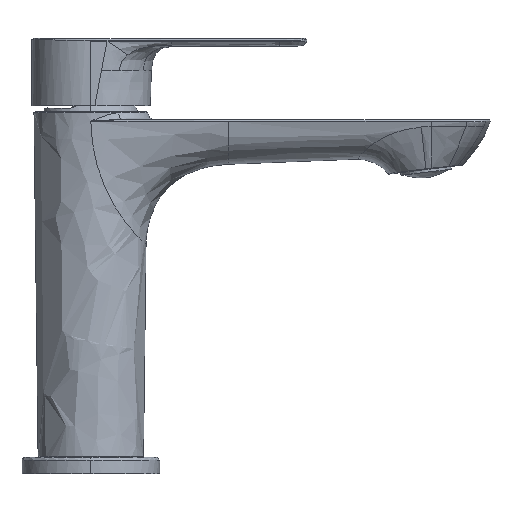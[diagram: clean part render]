
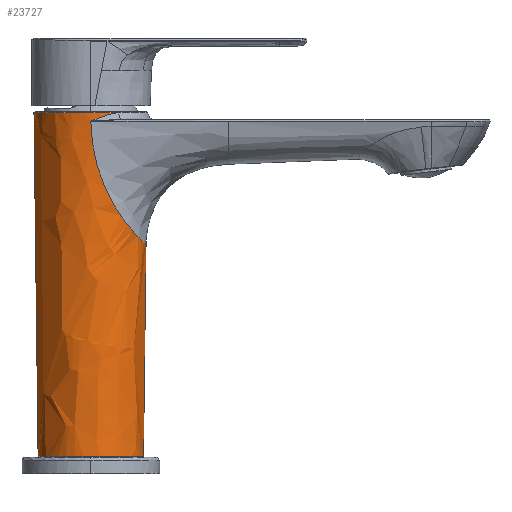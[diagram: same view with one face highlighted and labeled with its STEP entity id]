
A CAD part, left-side view. The second image highlights one B-rep face of the part: STEP entity #23727.
In plain terms, the highlighted free-form (B-spline) face has degree [2, 1] with [9, 2] control points.
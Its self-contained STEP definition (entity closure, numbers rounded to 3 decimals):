
#13310=B_SPLINE_CURVE_WITH_KNOTS('',1,(#236045,#236046),.UNSPECIFIED.,.F.,
 .F.,(2,2),(-78.359,0.),.UNSPECIFIED.);
#13311=B_SPLINE_CURVE_WITH_KNOTS('',1,(#236059,#236060),.UNSPECIFIED.,.F.,
 .F.,(2,2),(0.,127.009),.UNSPECIFIED.);
#13315=B_SPLINE_CURVE_WITH_KNOTS('',3,(#236081,#236082,#236083,#236084,
#236085,#236086,#236087,#236088,#236089,#236090,#236091,#236092),
 .UNSPECIFIED.,.F.,.F.,(4,1,1,1,1,1,1,1,1,4),(0.,1.499,2.861,
4.096,5.238,6.34,7.445,8.603,
9.866,10.417),.UNSPECIFIED.);
#13328=B_SPLINE_CURVE_WITH_KNOTS('',3,(#236236,#236237,#236238,#236239,
#236240,#236241,#236242,#236243,#236244,#236245,#236246,#236247,#236248,
#236249,#236250,#236251,#236252,#236253,#236254,#236255,#236256,#236257,
#236258,#236259,#236260,#236261),.UNSPECIFIED.,.F.,.F.,(4,1,1,1,1,1,1,1,
1,1,1,1,1,1,1,1,1,1,1,1,1,1,1,4),(0.,2.677,5.353,
8.03,10.707,13.384,16.06,18.737,
21.414,24.091,26.767,29.444,32.121,
34.798,37.474,40.151,42.828,45.505,
48.181,50.858,53.535,56.212,58.888,
61.565),.UNSPECIFIED.);
#23727=ADVANCED_FACE('',(#29294),#95811,.T.);
#29294=FACE_OUTER_BOUND('',#35560,.T.);
#35560=EDGE_LOOP('',(#64241,#64242,#64243,#64244,#64245,#64246,#64247,#64248));
#64241=ORIENTED_EDGE('',*,*,#81231,.T.);
#64242=ORIENTED_EDGE('',*,*,#81235,.F.);
#64243=ORIENTED_EDGE('',*,*,#81234,.T.);
#64244=ORIENTED_EDGE('',*,*,#81233,.T.);
#64245=ORIENTED_EDGE('',*,*,#81230,.F.);
#64246=ORIENTED_EDGE('',*,*,#81257,.T.);
#64247=ORIENTED_EDGE('',*,*,#81239,.T.);
#64248=ORIENTED_EDGE('',*,*,#81232,.T.);
#81230=EDGE_CURVE('',#94175,#94174,#13310,.T.);
#81231=EDGE_CURVE('',#94167,#94166,#84578,.T.);
#81232=EDGE_CURVE('',#94163,#94167,#84579,.T.);
#81233=EDGE_CURVE('',#94177,#94174,#84580,.T.);
#81234=EDGE_CURVE('',#94172,#94177,#84581,.T.);
#81235=EDGE_CURVE('',#94172,#94166,#13311,.T.);
#81239=EDGE_CURVE('',#94176,#94163,#13315,.T.);
#81257=EDGE_CURVE('',#94175,#94176,#13328,.T.);
#84578=(
BOUNDED_CURVE()
B_SPLINE_CURVE(2,(#236047,#236048,#236049),.UNSPECIFIED.,.F.,.F.)
B_SPLINE_CURVE_WITH_KNOTS((3,3),(-33.034,0.),.UNSPECIFIED.)
CURVE()
GEOMETRIC_REPRESENTATION_ITEM()
RATIONAL_B_SPLINE_CURVE((1.,0.707,1.))
REPRESENTATION_ITEM('')
);
#84579=(
BOUNDED_CURVE()
B_SPLINE_CURVE(2,(#236050,#236051,#236052),.UNSPECIFIED.,.F.,.F.)
B_SPLINE_CURVE_WITH_KNOTS((3,3),(-9.94,0.),.UNSPECIFIED.)
CURVE()
GEOMETRIC_REPRESENTATION_ITEM()
RATIONAL_B_SPLINE_CURVE((1.,0.972,1.))
REPRESENTATION_ITEM('')
);
#84580=(
BOUNDED_CURVE()
B_SPLINE_CURVE(2,(#236053,#236054,#236055),.UNSPECIFIED.,.F.,.F.)
B_SPLINE_CURVE_WITH_KNOTS((3,3),(-30.64,0.),.UNSPECIFIED.)
CURVE()
GEOMETRIC_REPRESENTATION_ITEM()
RATIONAL_B_SPLINE_CURVE((1.,0.707,1.))
REPRESENTATION_ITEM('')
);
#84581=(
BOUNDED_CURVE()
B_SPLINE_CURVE(2,(#236056,#236057,#236058),.UNSPECIFIED.,.F.,.F.)
B_SPLINE_CURVE_WITH_KNOTS((3,3),(-30.64,0.),.UNSPECIFIED.)
CURVE()
GEOMETRIC_REPRESENTATION_ITEM()
RATIONAL_B_SPLINE_CURVE((1.,0.707,1.))
REPRESENTATION_ITEM('')
);
#94163=VERTEX_POINT('',#234765);
#94166=VERTEX_POINT('',#234768);
#94167=VERTEX_POINT('',#234769);
#94172=VERTEX_POINT('',#234774);
#94174=VERTEX_POINT('',#234776);
#94175=VERTEX_POINT('',#234777);
#94176=VERTEX_POINT('',#234778);
#94177=VERTEX_POINT('',#234779);
#95811=(
BOUNDED_SURFACE()
B_SPLINE_SURFACE(2,1,((#220195,#220196),(#220197,#220198),(#220199,#220200),
(#220201,#220202),(#220203,#220204),(#220205,#220206),(#220207,#220208),
(#220209,#220210),(#220211,#220212)),.UNSPECIFIED.,.T.,.F.,.F.)
B_SPLINE_SURFACE_WITH_KNOTS((3,2,2,2,3),(2,2),(0.,33.278,66.556,
99.834,133.112),(0.,152.938),.UNSPECIFIED.)
GEOMETRIC_REPRESENTATION_ITEM()
RATIONAL_B_SPLINE_SURFACE(((1.,1.),(0.707,0.707),
(1.,1.),(0.707,0.707),(1.,1.),(0.707,
0.707),(1.,1.),(0.707,0.707),(1.,1.)))
REPRESENTATION_ITEM('')
SURFACE()
);
#220195=CARTESIAN_POINT('',(19.35,0.,-6.47));
#220196=CARTESIAN_POINT('',(21.185,0.,146.458));
#220197=CARTESIAN_POINT('',(19.35,19.35,-6.47));
#220198=CARTESIAN_POINT('',(21.185,21.185,146.458));
#220199=CARTESIAN_POINT('',(0.,19.35,-6.47));
#220200=CARTESIAN_POINT('',(0.,21.185,146.458));
#220201=CARTESIAN_POINT('',(-19.35,19.35,-6.47));
#220202=CARTESIAN_POINT('',(-21.185,21.185,146.458));
#220203=CARTESIAN_POINT('',(-19.35,0.,-6.47));
#220204=CARTESIAN_POINT('',(-21.185,0.,146.458));
#220205=CARTESIAN_POINT('',(-19.35,-19.35,-6.47));
#220206=CARTESIAN_POINT('',(-21.185,-21.185,146.458));
#220207=CARTESIAN_POINT('',(0.,-19.35,-6.47));
#220208=CARTESIAN_POINT('',(0.,-21.185,146.458));
#220209=CARTESIAN_POINT('',(19.35,-19.35,-6.47));
#220210=CARTESIAN_POINT('',(21.185,-21.185,146.458));
#220211=CARTESIAN_POINT('',(19.35,0.,-6.47));
#220212=CARTESIAN_POINT('',(21.185,0.,146.458));
#234765=CARTESIAN_POINT('',(-18.724,-9.574,133.496));
#234768=CARTESIAN_POINT('',(0.,21.03,133.494));
#234769=CARTESIAN_POINT('',(-21.03,0.,133.494));
#234774=CARTESIAN_POINT('',(0.,19.506,6.494));
#234776=CARTESIAN_POINT('',(0.,-19.506,6.494));
#234777=CARTESIAN_POINT('',(0.,-20.446,84.847));
#234778=CARTESIAN_POINT('',(-20.994,-0.002,130.494));
#234779=CARTESIAN_POINT('',(-19.506,0.,6.494));
#236045=CARTESIAN_POINT('',(0.,-20.446,84.847));
#236046=CARTESIAN_POINT('',(0.,-19.506,6.494));
#236047=CARTESIAN_POINT('',(-21.03,0.,133.494));
#236048=CARTESIAN_POINT('',(-21.03,21.03,133.494));
#236049=CARTESIAN_POINT('',(0.,21.03,133.494));
#236050=CARTESIAN_POINT('',(-18.724,-9.574,133.496));
#236051=CARTESIAN_POINT('',(-21.03,-5.064,133.495));
#236052=CARTESIAN_POINT('',(-21.03,0.,133.494));
#236053=CARTESIAN_POINT('',(-19.506,0.,6.494));
#236054=CARTESIAN_POINT('',(-19.506,-19.506,6.494));
#236055=CARTESIAN_POINT('',(0.,-19.506,6.494));
#236056=CARTESIAN_POINT('',(0.,19.506,6.494));
#236057=CARTESIAN_POINT('',(-19.506,19.506,6.494));
#236058=CARTESIAN_POINT('',(-19.506,0.,6.494));
#236059=CARTESIAN_POINT('',(0.,19.506,6.494));
#236060=CARTESIAN_POINT('',(0.,21.03,133.494));
#236081=CARTESIAN_POINT('',(-20.994,-0.002,130.494));
#236082=CARTESIAN_POINT('',(-20.996,-0.465,130.679));
#236083=CARTESIAN_POINT('',(-20.971,-1.349,131.032));
#236084=CARTESIAN_POINT('',(-20.855,-2.614,131.528));
#236085=CARTESIAN_POINT('',(-20.681,-3.767,131.963));
#236086=CARTESIAN_POINT('',(-20.461,-4.838,132.345));
#236087=CARTESIAN_POINT('',(-20.194,-5.866,132.684));
#236088=CARTESIAN_POINT('',(-19.871,-6.896,132.988));
#236089=CARTESIAN_POINT('',(-19.47,-7.969,133.255));
#236090=CARTESIAN_POINT('',(-19.076,-8.867,133.419));
#236091=CARTESIAN_POINT('',(-18.808,-9.41,133.481));
#236092=CARTESIAN_POINT('',(-18.724,-9.574,133.496));
#236236=CARTESIAN_POINT('',(0.,-20.446,84.847));
#236237=CARTESIAN_POINT('',(-0.489,-20.446,84.848));
#236238=CARTESIAN_POINT('',(-1.474,-20.411,84.876));
#236239=CARTESIAN_POINT('',(-2.969,-20.25,85.015));
#236240=CARTESIAN_POINT('',(-4.47,-19.976,85.262));
#236241=CARTESIAN_POINT('',(-5.963,-19.588,85.635));
#236242=CARTESIAN_POINT('',(-7.438,-19.083,86.121));
#236243=CARTESIAN_POINT('',(-8.883,-18.463,86.722));
#236244=CARTESIAN_POINT('',(-10.275,-17.736,87.455));
#236245=CARTESIAN_POINT('',(-11.614,-16.902,88.319));
#236246=CARTESIAN_POINT('',(-12.895,-15.963,89.342));
#236247=CARTESIAN_POINT('',(-14.115,-14.916,90.533));
#236248=CARTESIAN_POINT('',(-15.264,-13.763,91.921));
#236249=CARTESIAN_POINT('',(-16.334,-12.508,93.529));
#236250=CARTESIAN_POINT('',(-17.31,-11.16,95.387));
#236251=CARTESIAN_POINT('',(-18.178,-9.735,97.519));
#236252=CARTESIAN_POINT('',(-18.932,-8.247,99.968));
#236253=CARTESIAN_POINT('',(-19.565,-6.708,102.807));
#236254=CARTESIAN_POINT('',(-20.059,-5.19,106.015));
#236255=CARTESIAN_POINT('',(-20.414,-3.762,109.551));
#236256=CARTESIAN_POINT('',(-20.652,-2.484,113.416));
#236257=CARTESIAN_POINT('',(-20.798,-1.41,117.577));
#236258=CARTESIAN_POINT('',(-20.886,-0.606,121.949));
#236259=CARTESIAN_POINT('',(-20.945,-0.124,126.352));
#236260=CARTESIAN_POINT('',(-20.978,-0.013,129.13));
#236261=CARTESIAN_POINT('',(-20.994,-0.002,130.494));
